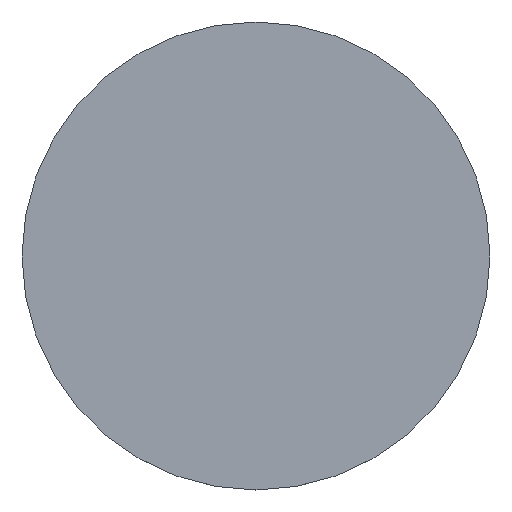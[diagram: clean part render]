
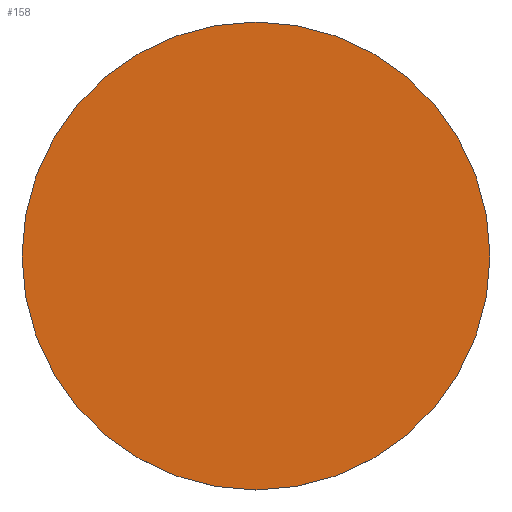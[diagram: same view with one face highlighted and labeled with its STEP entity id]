
A CAD part, top view. The second image highlights one B-rep face of the part: STEP entity #158.
In plain terms, the highlighted planar face has unit normal (0, 0, 1).
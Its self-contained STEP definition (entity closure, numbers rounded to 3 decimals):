
#13 = CARTESIAN_POINT ( 'NONE',  ( 0., 0., 3. ) ) ;
#24 = AXIS2_PLACEMENT_3D ( 'NONE', #141, #43, #46 ) ;
#31 = FACE_OUTER_BOUND ( 'NONE', #172, .T. ) ;
#40 = AXIS2_PLACEMENT_3D ( 'NONE', #13, #112, #95 ) ;
#41 = CIRCLE ( 'NONE', #24, 101.6 ) ;
#43 = DIRECTION ( 'NONE',  ( 0., 0., 1. ) ) ;
#46 = DIRECTION ( 'NONE',  ( 1., 0., 0. ) ) ;
#59 = CARTESIAN_POINT ( 'NONE',  ( 0., 0., 3. ) ) ;
#67 = VERTEX_POINT ( 'NONE', #163 ) ;
#75 = EDGE_CURVE ( 'NONE', #104, #67, #41, .T. ) ;
#92 = PLANE ( 'NONE',  #40 ) ;
#93 = ORIENTED_EDGE ( 'NONE', *, *, #75, .T. ) ;
#95 = DIRECTION ( 'NONE',  ( 1., 0., 0. ) ) ;
#96 = AXIS2_PLACEMENT_3D ( 'NONE', #59, #110, #127 ) ;
#104 = VERTEX_POINT ( 'NONE', #152 ) ;
#110 = DIRECTION ( 'NONE',  ( 0., 0., 1. ) ) ;
#112 = DIRECTION ( 'NONE',  ( 0., 0., 1. ) ) ;
#127 = DIRECTION ( 'NONE',  ( 1., 0., 0. ) ) ;
#132 = ORIENTED_EDGE ( 'NONE', *, *, #155, .T. ) ;
#140 = CIRCLE ( 'NONE', #96, 101.6 ) ;
#141 = CARTESIAN_POINT ( 'NONE',  ( 0., 0., 3. ) ) ;
#152 = CARTESIAN_POINT ( 'NONE',  ( 101.6, 0., 3. ) ) ;
#155 = EDGE_CURVE ( 'NONE', #67, #104, #140, .T. ) ;
#158 = ADVANCED_FACE ( 'NONE', ( #31 ), #92, .T. ) ;
#163 = CARTESIAN_POINT ( 'NONE',  ( -101.6, 0., 3. ) ) ;
#172 = EDGE_LOOP ( 'NONE', ( #132, #93 ) ) ;
